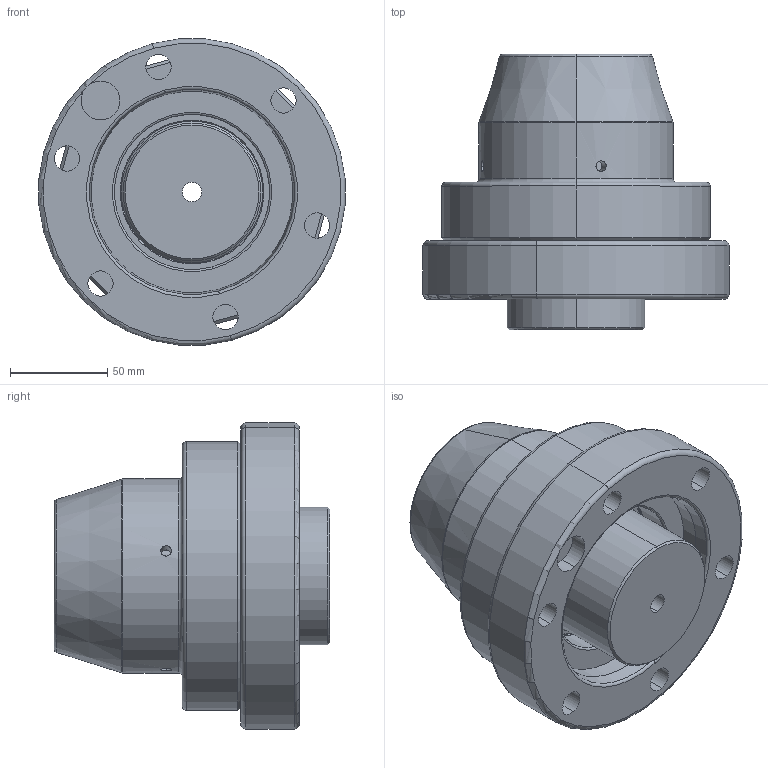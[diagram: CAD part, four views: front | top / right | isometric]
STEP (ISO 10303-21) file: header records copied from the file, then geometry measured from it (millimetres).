
FILE_DESCRIPTION (( 'STEP AP214' ), '1' );
FILE_NAME ('CPD-5CA6.STEP', '2020-04-27T08:39:30', ( 'COSH' ), ( '' ), 'SwSTEP 2.0', 'SolidWorks 2016', '' );
FILE_SCHEMA (( 'AUTOMOTIVE_DESIGN' ));
Length unit declared in the file: millimetre
Products named in the file (1): CPD-5CA6
Bounding box: 157.7 x 142 x 157.7 mm (x, y, z)
Volume: 1283735.6 mm3; surface area: 225105.2 mm2
Topology: 5 solids, 5 shells, 349 faces, 813 edges, 490 vertices
Faces by surface type: cylinder 188, cone 76, plane 49, torus 36
Entity records: 14886 total; most frequent: CARTESIAN_POINT 2663, DIRECTION 1922, ORIENTED_EDGE 1586, AXIS2_PLACEMENT_3D 828, EDGE_CURVE 793, VERTEX_POINT 490, CIRCLE 478, EDGE_LOOP 459
